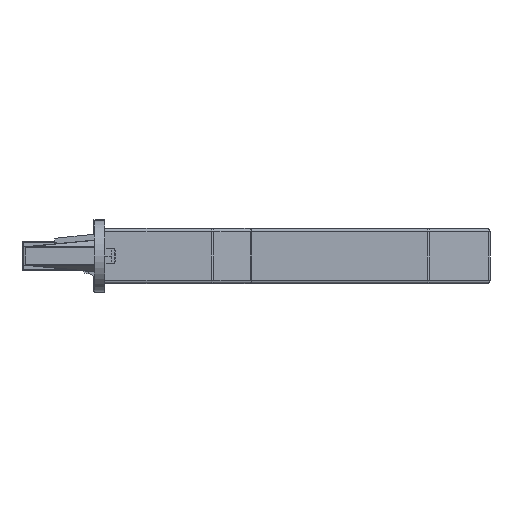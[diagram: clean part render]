
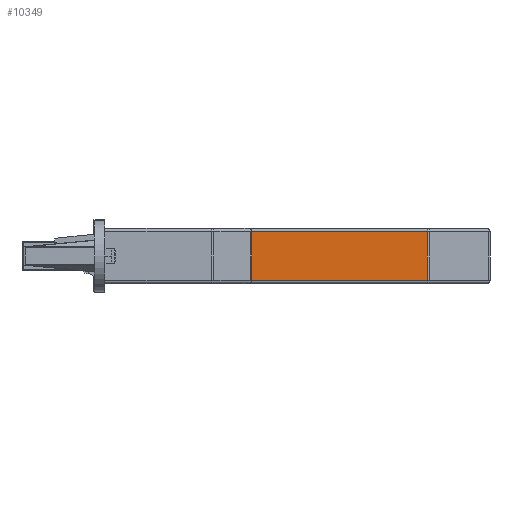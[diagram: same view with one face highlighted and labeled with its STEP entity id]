
A CAD part, front view. The second image highlights one B-rep face of the part: STEP entity #10349.
In plain terms, the highlighted planar face has unit normal (0, -1, 0).
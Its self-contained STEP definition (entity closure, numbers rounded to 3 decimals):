
#282 = CARTESIAN_POINT ( 'NONE',  ( 44.75, -14.7, 6. ) ) ;
#492 = EDGE_CURVE ( 'NONE', #2384, #3687, #953, .T. ) ;
#953 = LINE ( 'NONE', #2340, #3810 ) ;
#1930 = CARTESIAN_POINT ( 'NONE',  ( 44.75, -14.7, 6. ) ) ;
#2217 = AXIS2_PLACEMENT_3D ( 'NONE', #1930, #15691, #13947 ) ;
#2340 = CARTESIAN_POINT ( 'NONE',  ( 14., -14.7, -1.75 ) ) ;
#2384 = VERTEX_POINT ( 'NONE', #15012 ) ;
#3650 = CARTESIAN_POINT ( 'NONE',  ( 103.586, -14.7, -0.75 ) ) ;
#3687 = VERTEX_POINT ( 'NONE', #5595 ) ;
#3810 = VECTOR ( 'NONE', #4646, 1000. ) ;
#3885 = DIRECTION ( 'NONE',  ( -1., 0., 0. ) ) ;
#3935 = ORIENTED_EDGE ( 'NONE', *, *, #4431, .T. ) ;
#4052 = LINE ( 'NONE', #13188, #13810 ) ;
#4431 = EDGE_CURVE ( 'NONE', #20983, #3687, #20184, .T. ) ;
#4439 = CIRCLE ( 'NONE', #2217, 1.75 ) ;
#4629 = PLANE ( 'NONE',  #6339 ) ;
#4646 = DIRECTION ( 'NONE',  ( 0., 0., 1. ) ) ;
#4666 = ORIENTED_EDGE ( 'NONE', *, *, #7336, .F. ) ;
#4672 = CARTESIAN_POINT ( 'NONE',  ( 44.75, -14.7, 4.25 ) ) ;
#5595 = CARTESIAN_POINT ( 'NONE',  ( 14., -14.7, 12.75 ) ) ;
#5845 = CARTESIAN_POINT ( 'NONE',  ( 103.586, -14.7, -1.75 ) ) ;
#6339 = AXIS2_PLACEMENT_3D ( 'NONE', #15241, #11674, #18722 ) ;
#7336 = EDGE_CURVE ( 'NONE', #14509, #22044, #15302, .T. ) ;
#9081 = DIRECTION ( 'NONE',  ( 0., -1., 0. ) ) ;
#10349 = ADVANCED_FACE ( 'NONE', ( #13405, #20466 ), #4629, .T. ) ;
#11230 = DIRECTION ( 'NONE',  ( 1., 0., 0. ) ) ;
#11674 = DIRECTION ( 'NONE',  ( 0., -1., 0. ) ) ;
#12165 = VERTEX_POINT ( 'NONE', #3650 ) ;
#12421 = ORIENTED_EDGE ( 'NONE', *, *, #16594, .T. ) ;
#13188 = CARTESIAN_POINT ( 'NONE',  ( 104., -14.7, -0.75 ) ) ;
#13405 = FACE_BOUND ( 'NONE', #13505, .T. ) ;
#13505 = EDGE_LOOP ( 'NONE', ( #4666, #21440 ) ) ;
#13810 = VECTOR ( 'NONE', #11230, 1000. ) ;
#13947 = DIRECTION ( 'NONE',  ( 0., 0., -1. ) ) ;
#14509 = VERTEX_POINT ( 'NONE', #4672 ) ;
#14569 = CARTESIAN_POINT ( 'NONE',  ( 103.586, -14.7, 12.75 ) ) ;
#14807 = EDGE_LOOP ( 'NONE', ( #17682, #12421, #15441, #3935 ) ) ;
#15012 = CARTESIAN_POINT ( 'NONE',  ( 14., -14.7, -0.75 ) ) ;
#15241 = CARTESIAN_POINT ( 'NONE',  ( 14., -14.7, -1.75 ) ) ;
#15302 = CIRCLE ( 'NONE', #22338, 1.75 ) ;
#15441 = ORIENTED_EDGE ( 'NONE', *, *, #21696, .T. ) ;
#15691 = DIRECTION ( 'NONE',  ( 0., -1., 0. ) ) ;
#16230 = VECTOR ( 'NONE', #3885, 1000. ) ;
#16362 = CARTESIAN_POINT ( 'NONE',  ( 14., -14.7, 12.75 ) ) ;
#16594 = EDGE_CURVE ( 'NONE', #2384, #12165, #4052, .T. ) ;
#17163 = CARTESIAN_POINT ( 'NONE',  ( 44.75, -14.7, 7.75 ) ) ;
#17682 = ORIENTED_EDGE ( 'NONE', *, *, #492, .F. ) ;
#17967 = DIRECTION ( 'NONE',  ( 0., 0., -1. ) ) ;
#18211 = DIRECTION ( 'NONE',  ( 0., 0., 1. ) ) ;
#18722 = DIRECTION ( 'NONE',  ( 1., 0., 0. ) ) ;
#19977 = EDGE_CURVE ( 'NONE', #22044, #14509, #4439, .T. ) ;
#20184 = LINE ( 'NONE', #16362, #16230 ) ;
#20466 = FACE_OUTER_BOUND ( 'NONE', #14807, .T. ) ;
#20983 = VERTEX_POINT ( 'NONE', #14569 ) ;
#21065 = VECTOR ( 'NONE', #18211, 1000. ) ;
#21440 = ORIENTED_EDGE ( 'NONE', *, *, #19977, .F. ) ;
#21693 = LINE ( 'NONE', #5845, #21065 ) ;
#21696 = EDGE_CURVE ( 'NONE', #12165, #20983, #21693, .T. ) ;
#22044 = VERTEX_POINT ( 'NONE', #17163 ) ;
#22338 = AXIS2_PLACEMENT_3D ( 'NONE', #282, #9081, #17967 ) ;
